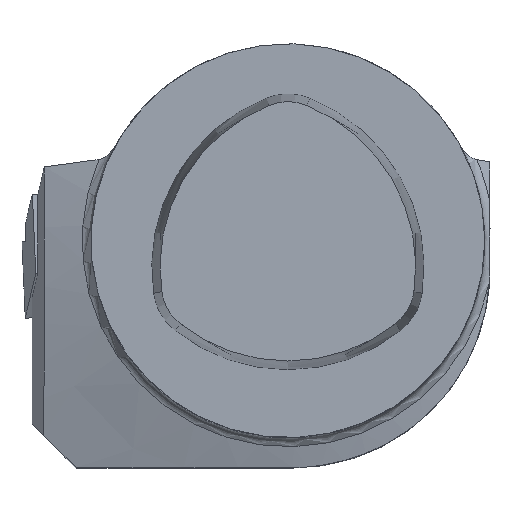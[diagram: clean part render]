
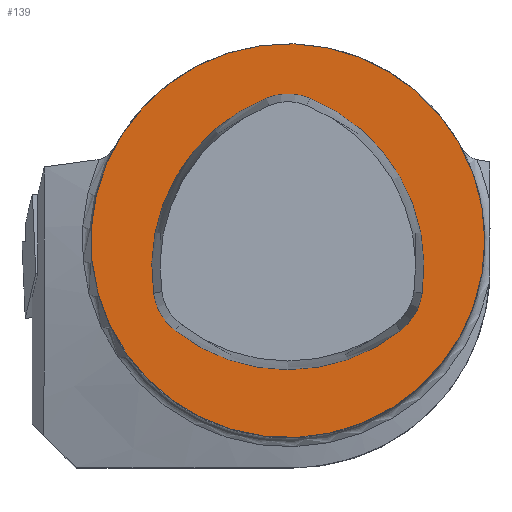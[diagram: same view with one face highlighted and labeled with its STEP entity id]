
A CAD part, top view. The second image highlights one B-rep face of the part: STEP entity #139.
In plain terms, the highlighted planar face has unit normal (0, 0, 1).
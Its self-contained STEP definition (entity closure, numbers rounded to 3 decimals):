
#99=CIRCLE('',#1049,20.);
#139=ADVANCED_FACE('',(#235),#189,.T.);
#189=PLANE('',#1055);
#235=FACE_OUTER_BOUND('',#295,.T.);
#295=EDGE_LOOP('',(#470));
#470=ORIENTED_EDGE('',*,*,#763,.T.);
#653=VERTEX_POINT('',#1594);
#763=EDGE_CURVE('',#653,#653,#99,.T.);
#1049=AXIS2_PLACEMENT_3D('',#1593,#1246,#1247);
#1055=AXIS2_PLACEMENT_3D('',#1606,#1260,#1261);
#1246=DIRECTION('',(0.,0.,1.));
#1247=DIRECTION('',(1.,0.,0.));
#1260=DIRECTION('',(0.,0.,1.));
#1261=DIRECTION('',(-1.,0.,0.));
#1593=CARTESIAN_POINT('',(0.,0.,0.));
#1594=CARTESIAN_POINT('',(20.,0.,0.));
#1606=CARTESIAN_POINT('',(0.,0.,0.));
